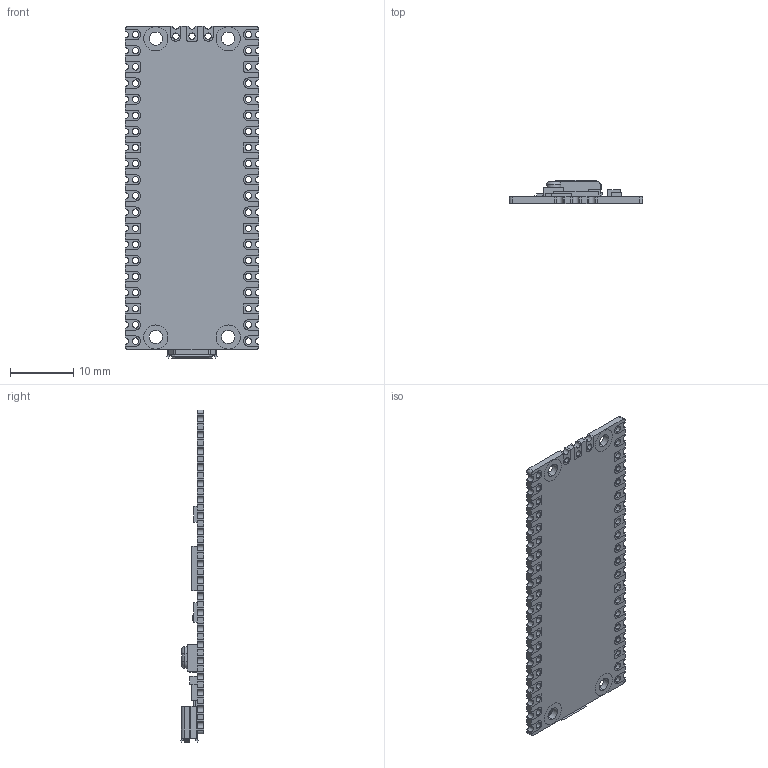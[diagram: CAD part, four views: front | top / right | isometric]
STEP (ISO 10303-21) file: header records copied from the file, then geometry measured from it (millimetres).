
FILE_DESCRIPTION(('FreeCAD Model'),'2;1');
FILE_NAME('Pico-R3-Color.step','2021-05-04T21:42:41',('Author'),(''), 'Open CASCADE STEP processor 7.3','FreeCAD','Unknown');
FILE_SCHEMA(('AUTOMOTIVE_DESIGN { 1 0 10303 214 1 1 1 1 }'));
Length unit declared in the file: millimetre
Products named in the file (16): PICO; PICO_assm_140121.STEP; PICO_REF_BOARD.STEP; PICO_REF_USB.STEP; PICO_REF_SWITCH.STEP; PICO_REF_MICROCONTROLLER.STEP; PICO_REF_LED.STEP; PICO_REF_ONSEMI.STEP; PICO_BOURNS.STEP; PICO_MURATA.STEP; PICO_MURATA.STEP001; PICO_RICHTEK.STEP; PICO_DIODES.STEP; PICO_AEL.STEP; PICO_WINBOND.STEP
Assembly tree (27 placements, depth 3):
  PICO
    PICO_assm_140121.STEP
      PICO_REF_BOARD.STEP
      PICO_REF_USB.STEP
      PICO_REF_SWITCH.STEP
      PICO_REF_MICROCONTROLLER.STEP
      PICO_REF_LED.STEP
      PICO_REF_ONSEMI.STEP
      PICO_BOURNS.STEP
      PICO_MURATA.STEP
      PICO_MURATA.STEP001
      PICO_RICHTEK.STEP
      PICO_DIODES.STEP
      PICO_AEL.STEP
      PICO_WINBOND.STEP
  PICO_assm_140121.STEP
    PICO_REF_BOARD.STEP
    PICO_REF_USB.STEP
    PICO_REF_SWITCH.STEP
    PICO_REF_MICROCONTROLLER.STEP
    PICO_REF_LED.STEP
    PICO_REF_ONSEMI.STEP
    PICO_BOURNS.STEP
    PICO_MURATA.STEP
    PICO_MURATA.STEP001
    PICO_RICHTEK.STEP
    PICO_DIODES.STEP
    PICO_AEL.STEP
    PICO_WINBOND.STEP
Bounding box: 21 x 3.73 x 52.3 mm (x, y, z)
Volume: 2289.7 mm3; surface area: 5783 mm2
Topology: 34 solids, 34 shells, 1208 faces, 4448 edges, 5344 vertices
Faces by surface type: plane 714, cylinder 490, torus 4
Entity records: 30347 total; most frequent: CARTESIAN_POINT 5528, DIRECTION 4308, ORIENTED_EDGE 3776, EDGE_CURVE 1888, AXIS2_PLACEMENT_3D 1452, LINE 1404, VECTOR 1404, VERTEX_POINT 1328
